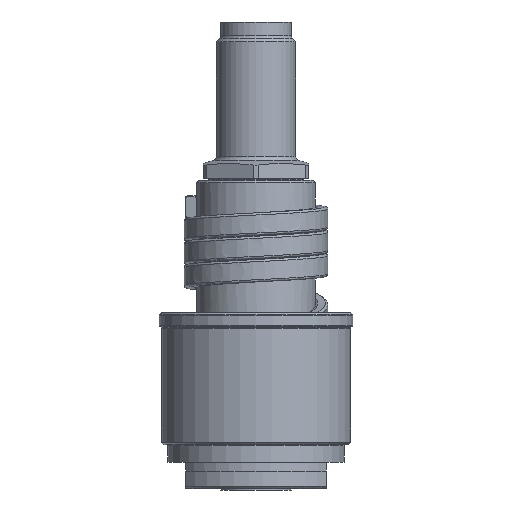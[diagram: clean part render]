
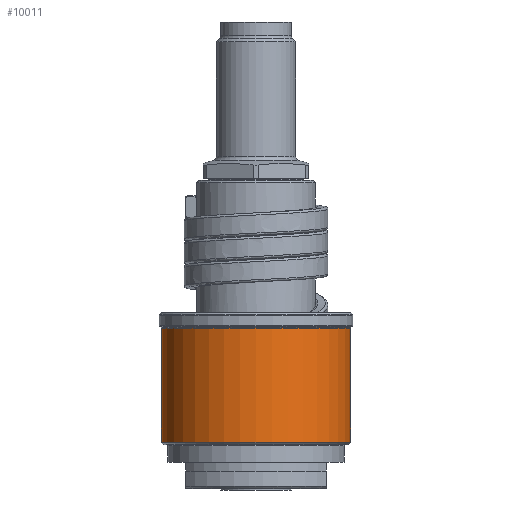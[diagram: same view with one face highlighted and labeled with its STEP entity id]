
A CAD part, front view. The second image highlights one B-rep face of the part: STEP entity #10011.
In plain terms, the highlighted cylindrical face has radius 21.5 mm (diameter 43 mm), a partial arc.
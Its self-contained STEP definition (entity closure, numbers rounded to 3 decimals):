
#3142=CARTESIAN_POINT('',(0.,0.,10.583));
#3143=DIRECTION('',(0.,0.,1.));
#3144=DIRECTION('',(-1.,0.,0.));
#3145=AXIS2_PLACEMENT_3D('',#3142,#3143,#3144);
#3147=DIRECTION('',(0.,0.,-1.));
#3148=VECTOR('',#3147,25.834);
#3149=CARTESIAN_POINT('',(-21.5,0.,36.417));
#3150=LINE('',#3149,#3148);
#3151=CARTESIAN_POINT('',(0.,0.,36.417));
#3152=DIRECTION('',(0.,0.,1.));
#3153=DIRECTION('',(-1.,0.,0.));
#3154=AXIS2_PLACEMENT_3D('',#3151,#3152,#3153);
#3156=DIRECTION('',(0.,0.,-1.));
#3157=VECTOR('',#3156,25.834);
#3158=CARTESIAN_POINT('',(21.5,0.,36.417));
#3159=LINE('',#3158,#3157);
#5644=CARTESIAN_POINT('',(21.5,0.,36.417));
#5645=CARTESIAN_POINT('',(-21.5,0.,36.417));
#5646=VERTEX_POINT('',#5644);
#5647=VERTEX_POINT('',#5645);
#5670=CARTESIAN_POINT('',(21.5,0.,10.583));
#5671=VERTEX_POINT('',#5670);
#5672=CARTESIAN_POINT('',(-21.5,0.,10.583));
#5673=VERTEX_POINT('',#5672);
#9999=CARTESIAN_POINT('',(0.,0.,8.5));
#10000=DIRECTION('',(0.,0.,1.));
#10001=DIRECTION('',(-1.,0.,0.));
#10002=AXIS2_PLACEMENT_3D('',#9999,#10000,#10001);
#10003=CYLINDRICAL_SURFACE('',#10002,21.5);
#10004=ORIENTED_EDGE('',*,*,#7970,.F.);
#10005=ORIENTED_EDGE('',*,*,#7951,.F.);
#10007=ORIENTED_EDGE('',*,*,#10006,.T.);
#10008=ORIENTED_EDGE('',*,*,#7947,.T.);
#10009=EDGE_LOOP('',(#10004,#10005,#10007,#10008));
#10010=FACE_OUTER_BOUND('',#10009,.F.);
#3146=CIRCLE('',#3145,21.5);
#3155=CIRCLE('',#3154,21.5);
#7947=EDGE_CURVE('',#5646,#5671,#3159,.T.);
#7951=EDGE_CURVE('',#5647,#5673,#3150,.T.);
#7970=EDGE_CURVE('',#5673,#5671,#3146,.T.);
#10006=EDGE_CURVE('',#5647,#5646,#3155,.T.);
#10011=ADVANCED_FACE('',(#10010),#10003,.T.);
